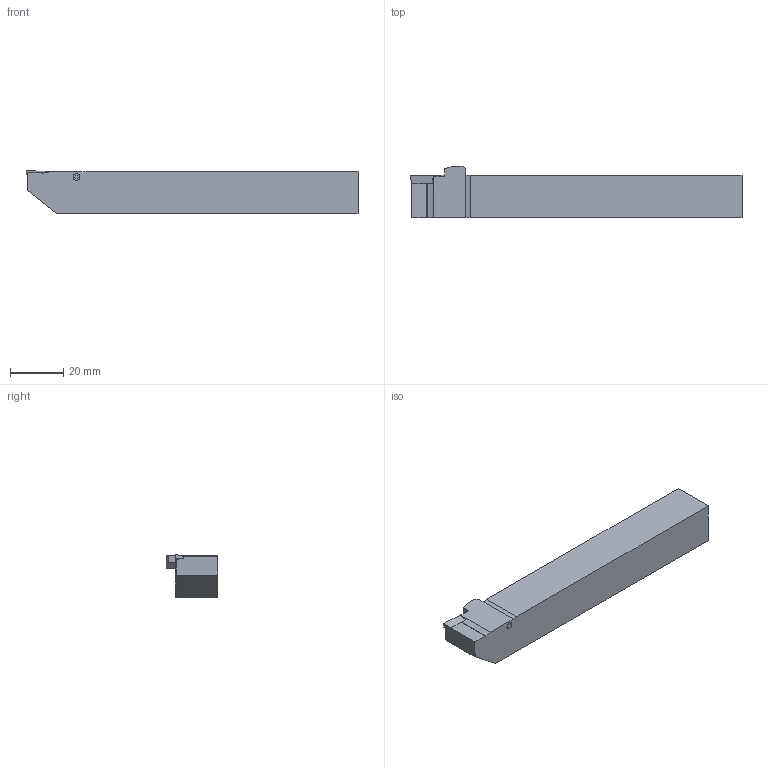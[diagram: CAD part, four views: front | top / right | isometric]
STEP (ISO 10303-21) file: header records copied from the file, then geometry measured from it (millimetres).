
FILE_DESCRIPTION (( 'STEP AP214' ), '1' );
FILE_NAME ('ISO-157-04.step', '2017-05-15T05:45:21', ( '' ), ( '' ), 'SwSTEP 2.0', 'SolidWorks 2016', '' );
FILE_SCHEMA (( 'AUTOMOTIVE_DESIGN' ));
Length unit declared in the file: millimetre
Products named in the file (1): ISO-157-04
Bounding box: 125 x 19.5 x 16.2 mm (x, y, z)
Volume: 31001.4 mm3; surface area: 8460.5 mm2
Topology: 1 solids, 1 shells, 51 faces, 160 edges, 112 vertices
Faces by surface type: plane 44, cylinder 7
Entity records: 2016 total; most frequent: CARTESIAN_POINT 333, ORIENTED_EDGE 320, DIRECTION 304, EDGE_CURVE 160, LINE 114, VECTOR 114, VERTEX_POINT 112, AXIS2_PLACEMENT_3D 95
